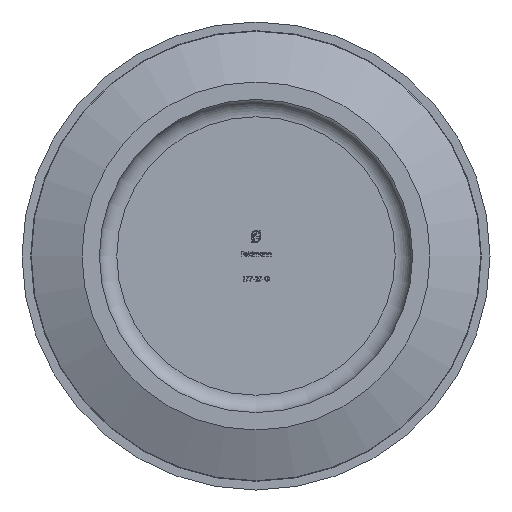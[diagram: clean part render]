
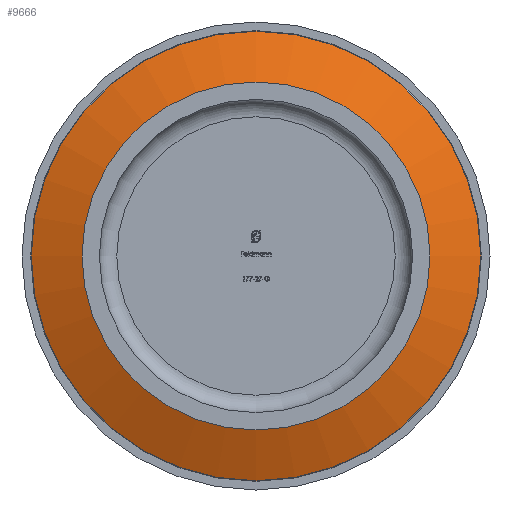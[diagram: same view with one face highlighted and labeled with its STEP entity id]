
A CAD part, front view. The second image highlights one B-rep face of the part: STEP entity #9666.
In plain terms, the highlighted conical face has half-angle 67.59 degrees and reference radius 10 mm.
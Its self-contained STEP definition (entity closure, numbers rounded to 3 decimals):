
#162 = AXIS2_PLACEMENT_3D ( 'NONE', #3361, #4291, #4260 ) ;
#181 = CARTESIAN_POINT ( 'NONE',  ( 0., 1.3, 0. ) ) ;
#328 = AXIS2_PLACEMENT_3D ( 'NONE', #181, #6195, #8012 ) ;
#1285 = VERTEX_POINT ( 'NONE', #10490 ) ;
#1659 = CARTESIAN_POINT ( 'NONE',  ( 0., 2.504, 0. ) ) ;
#1947 = CARTESIAN_POINT ( 'NONE',  ( 12.919, 2.504, 0. ) ) ;
#2234 = EDGE_LOOP ( 'NONE', ( #6490 ) ) ;
#3355 = DIRECTION ( 'NONE',  ( 1., 0., 0. ) ) ;
#3361 = CARTESIAN_POINT ( 'NONE',  ( 0., 1.3, 0. ) ) ;
#3433 = EDGE_LOOP ( 'NONE', ( #5512 ) ) ;
#4260 = DIRECTION ( 'NONE',  ( -1., 0., 0. ) ) ;
#4291 = DIRECTION ( 'NONE',  ( 0., 1., 0. ) ) ;
#5512 = ORIENTED_EDGE ( 'NONE', *, *, #10715, .T. ) ;
#5689 = FACE_BOUND ( 'NONE', #3433, .T. ) ;
#6195 = DIRECTION ( 'NONE',  ( 0., 1., 0. ) ) ;
#6490 = ORIENTED_EDGE ( 'NONE', *, *, #10949, .T. ) ;
#7547 = DIRECTION ( 'NONE',  ( 0., -1., 0. ) ) ;
#7845 = CIRCLE ( 'NONE', #9385, 12.919 ) ;
#8012 = DIRECTION ( 'NONE',  ( -1., 0., 0. ) ) ;
#8392 = CIRCLE ( 'NONE', #328, 10. ) ;
#9315 = FACE_OUTER_BOUND ( 'NONE', #2234, .T. ) ;
#9385 = AXIS2_PLACEMENT_3D ( 'NONE', #1659, #7547, #3355 ) ;
#9666 = ADVANCED_FACE ( 'NONE', ( #9315, #5689 ), #11056, .T. ) ;
#9988 = VERTEX_POINT ( 'NONE', #1947 ) ;
#10490 = CARTESIAN_POINT ( 'NONE',  ( -10., 1.3, 0. ) ) ;
#10715 = EDGE_CURVE ( 'NONE', #1285, #1285, #8392, .T. ) ;
#10949 = EDGE_CURVE ( 'NONE', #9988, #9988, #7845, .T. ) ;
#11056 = CONICAL_SURFACE ( 'NONE', #162, 10., 1.18 ) ;
